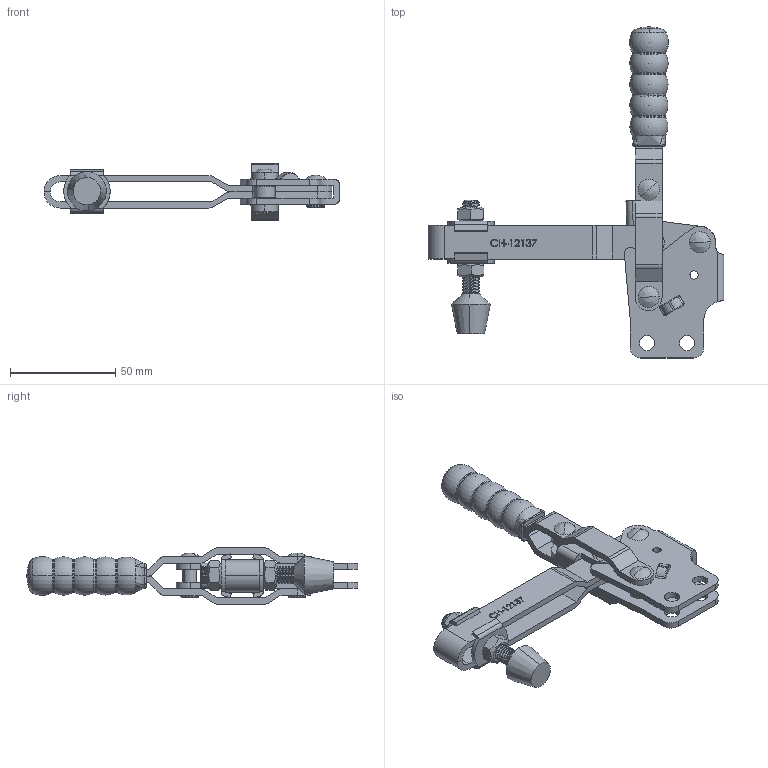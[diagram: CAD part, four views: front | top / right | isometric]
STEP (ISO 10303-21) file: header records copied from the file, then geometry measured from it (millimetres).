
FILE_DESCRIPTION (( 'STEP AP203' ), '1' );
FILE_NAME ('CH-12137.STEP', '2017-11-08T06:54:07', ( 'Windows' ), ( 'Microsoft' ), 'SwSTEP 2.0', 'SolidWorks 2015', '' );
FILE_SCHEMA (( 'CONFIG_CONTROL_DESIGN' ));
Length unit declared in the file: millimetre
Products named in the file (12): CH-FW-516; CH-FC-56212 Nut; CH-12145-01 STRAIGHT BASE; CH-FC-56212 SPINDLE SUPPLIED; CH-12130-04 CONNECTING-PLATE; CH-12130綵竄忒梟杶; CH-12130-05; CH-12137; CH-12130-03 STRAIGHT HANDLE; CH-12130-08; CH-12130-06; CH-12137-02 LONG U-BAR
Assembly tree (15 placements, depth 2):
  CH-12137
    CH-12145-01 STRAIGHT BASE
    CH-12130-04 CONNECTING-PLATE
    CH-12130-05
    CH-12130-03 STRAIGHT HANDLE
    CH-12130-08  x2
    CH-12130-06  x2
    CH-12137-02 LONG U-BAR
    CH-FW-516  x2
    CH-FC-56212 Nut  x2
    CH-FC-56212 SPINDLE SUPPLIED
    CH-12130綵竄忒梟杶
Bounding box: 140.5 x 157.6 x 26.8 mm (x, y, z)
Volume: 57785.9 mm3; surface area: 46892.9 mm2
Topology: 17 solids, 17 shells, 848 faces, 2310 edges, 1504 vertices
Faces by surface type: plane 304, cylinder 242, bspline 193, torus 52, cone 43, sphere 14
Entity records: 35998 total; most frequent: CARTESIAN_POINT 16626, ORIENTED_EDGE 4144, DIRECTION 3165, EDGE_CURVE 2072, VERTEX_POINT 1363, LINE 1057, VECTOR 1057, AXIS2_PLACEMENT_3D 1054
